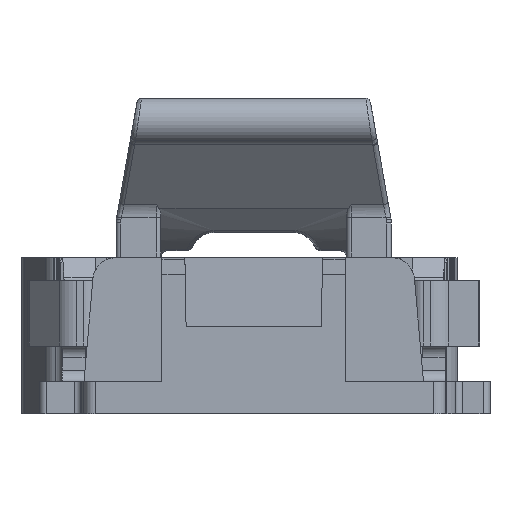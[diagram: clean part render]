
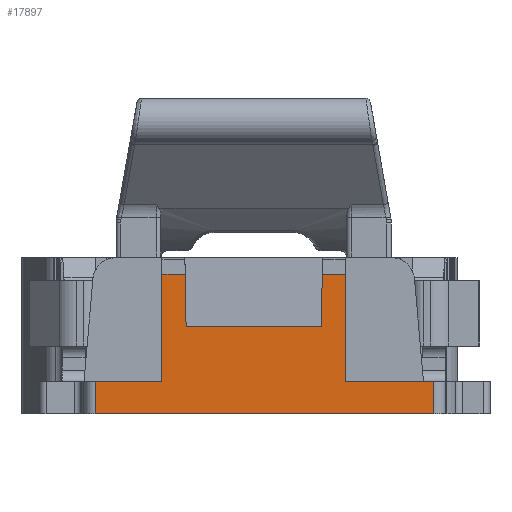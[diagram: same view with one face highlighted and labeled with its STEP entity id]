
A CAD part, left-side view. The second image highlights one B-rep face of the part: STEP entity #17897.
In plain terms, the highlighted planar face has unit normal (-1, 0, 0).
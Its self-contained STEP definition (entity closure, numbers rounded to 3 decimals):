
#3186=DIRECTION('',(0.,0.,-1.));
#3187=VECTOR('',#3186,4.672);
#3188=CARTESIAN_POINT('',(-20.6,4.,6.072));
#3189=LINE('',#3188,#3187);
#3217=DIRECTION('',(0.,1.,0.));
#3218=VECTOR('',#3217,14.75);
#3219=CARTESIAN_POINT('',(-20.6,-7.85,0.));
#3220=LINE('',#3219,#3218);
#3221=DIRECTION('',(0.,1.,0.));
#3222=VECTOR('',#3221,1.013);
#3223=CARTESIAN_POINT('',(-20.6,2.987,6.072));
#3224=LINE('',#3223,#3222);
#3225=DIRECTION('',(0.,0.017,1.));
#3226=VECTOR('',#3225,2.272);
#3227=CARTESIAN_POINT('',(-20.6,2.948,3.8));
#3228=LINE('',#3227,#3226);
#3229=DIRECTION('',(0.,0.017,-1.));
#3230=VECTOR('',#3229,2.272);
#3231=CARTESIAN_POINT('',(-20.6,-2.987,6.072));
#3232=LINE('',#3231,#3230);
#3233=DIRECTION('',(0.,1.,0.));
#3234=VECTOR('',#3233,1.013);
#3235=CARTESIAN_POINT('',(-20.6,-4.,6.072));
#3236=LINE('',#3235,#3234);
#3237=DIRECTION('',(0.,0.,1.));
#3238=VECTOR('',#3237,4.672);
#3239=CARTESIAN_POINT('',(-20.6,-4.,1.4));
#3240=LINE('',#3239,#3238);
#3264=DIRECTION('',(0.,1.,0.));
#3265=VECTOR('',#3264,2.9);
#3266=CARTESIAN_POINT('',(-20.6,4.,1.4));
#3267=LINE('',#3266,#3265);
#3390=DIRECTION('',(0.,1.,0.));
#3391=VECTOR('',#3390,3.85);
#3392=CARTESIAN_POINT('',(-20.6,-7.85,1.4));
#3393=LINE('',#3392,#3391);
#3423=DIRECTION('',(0.,0.,-1.));
#3424=VECTOR('',#3423,1.4);
#3425=CARTESIAN_POINT('',(-20.6,6.9,1.4));
#3426=LINE('',#3425,#3424);
#3719=DIRECTION('',(0.,0.,1.));
#3720=VECTOR('',#3719,1.4);
#3721=CARTESIAN_POINT('',(-20.6,-7.85,0.));
#3722=LINE('',#3721,#3720);
#11710=DIRECTION('',(0.,1.,0.));
#11711=VECTOR('',#11710,5.895);
#11712=CARTESIAN_POINT('',(-20.6,-2.948,3.8));
#11713=LINE('',#11712,#11711);
#11824=CARTESIAN_POINT('',(-20.6,-7.85,0.));
#11826=VERTEX_POINT('',#11824);
#11847=CARTESIAN_POINT('',(-20.6,6.9,0.));
#11849=VERTEX_POINT('',#11847);
#11882=CARTESIAN_POINT('',(-20.6,2.948,3.8));
#11884=VERTEX_POINT('',#11882);
#11886=CARTESIAN_POINT('',(-20.6,-2.948,3.8));
#11888=VERTEX_POINT('',#11886);
#11902=CARTESIAN_POINT('',(-20.6,-4.,6.072));
#11903=CARTESIAN_POINT('',(-20.6,-2.987,6.072));
#11904=VERTEX_POINT('',#11902);
#11905=VERTEX_POINT('',#11903);
#11906=CARTESIAN_POINT('',(-20.6,2.987,6.072));
#11907=CARTESIAN_POINT('',(-20.6,4.,6.072));
#11908=VERTEX_POINT('',#11906);
#11909=VERTEX_POINT('',#11907);
#12473=CARTESIAN_POINT('',(-20.6,6.9,1.4));
#12475=VERTEX_POINT('',#12473);
#12478=CARTESIAN_POINT('',(-20.6,-7.85,1.4));
#12480=VERTEX_POINT('',#12478);
#12553=CARTESIAN_POINT('',(-20.6,-4.,1.4));
#12555=VERTEX_POINT('',#12553);
#12557=CARTESIAN_POINT('',(-20.6,4.,1.4));
#12559=VERTEX_POINT('',#12557);
#17868=CARTESIAN_POINT('',(-20.6,-7.85,7.));
#17869=DIRECTION('',(1.,0.,0.));
#17870=DIRECTION('',(0.,1.,0.));
#17871=AXIS2_PLACEMENT_3D('',#17868,#17869,#17870);
#17872=PLANE('',#17871);
#17874=ORIENTED_EDGE('',*,*,#17873,.F.);
#17876=ORIENTED_EDGE('',*,*,#17875,.F.);
#17878=ORIENTED_EDGE('',*,*,#17877,.F.);
#17879=ORIENTED_EDGE('',*,*,#14490,.T.);
#17881=ORIENTED_EDGE('',*,*,#17880,.F.);
#17883=ORIENTED_EDGE('',*,*,#17882,.F.);
#17884=ORIENTED_EDGE('',*,*,#17840,.F.);
#17886=ORIENTED_EDGE('',*,*,#17885,.F.);
#17888=ORIENTED_EDGE('',*,*,#17887,.F.);
#17890=ORIENTED_EDGE('',*,*,#17889,.F.);
#17892=ORIENTED_EDGE('',*,*,#17891,.F.);
#17894=ORIENTED_EDGE('',*,*,#17893,.F.);
#17895=EDGE_LOOP('',(#17874,#17876,#17878,#17879,#17881,#17883,#17884,#17886,
#17888,#17890,#17892,#17894));
#17896=FACE_OUTER_BOUND('',#17895,.F.);
#14490=EDGE_CURVE('',#11826,#11849,#3220,.T.);
#17840=EDGE_CURVE('',#11909,#12559,#3189,.T.);
#17873=EDGE_CURVE('',#12555,#11904,#3240,.T.);
#17875=EDGE_CURVE('',#12480,#12555,#3393,.T.);
#17877=EDGE_CURVE('',#11826,#12480,#3722,.T.);
#17880=EDGE_CURVE('',#12475,#11849,#3426,.T.);
#17882=EDGE_CURVE('',#12559,#12475,#3267,.T.);
#17885=EDGE_CURVE('',#11908,#11909,#3224,.T.);
#17887=EDGE_CURVE('',#11884,#11908,#3228,.T.);
#17889=EDGE_CURVE('',#11888,#11884,#11713,.T.);
#17891=EDGE_CURVE('',#11905,#11888,#3232,.T.);
#17893=EDGE_CURVE('',#11904,#11905,#3236,.T.);
#17897=ADVANCED_FACE('',(#17896),#17872,.F.);
